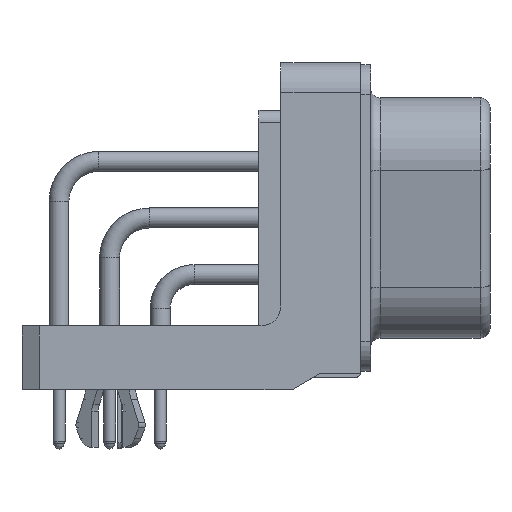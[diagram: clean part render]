
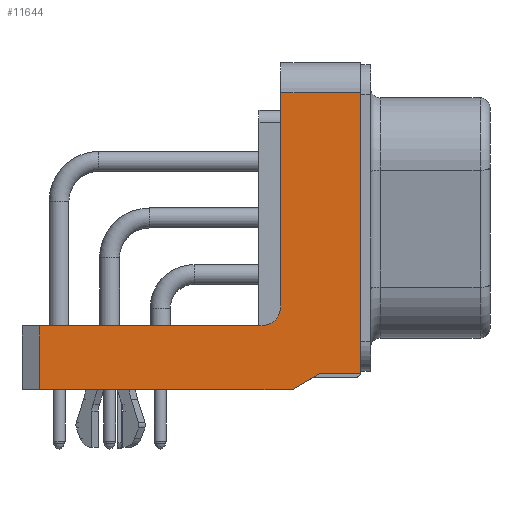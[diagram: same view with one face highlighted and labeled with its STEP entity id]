
A CAD part, front view. The second image highlights one B-rep face of the part: STEP entity #11644.
In plain terms, the highlighted planar face has unit normal (0, -1, 0).
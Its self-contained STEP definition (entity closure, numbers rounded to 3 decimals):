
#9949=FACE_OUTER_BOUND('',#18905,.T.);
#11644=ADVANCED_FACE('',(#9949),#13134,.T.);
#13134=PLANE('',#36217);
#13793=LINE('',#46564,#15291);
#13871=LINE('',#47016,#15369);
#13886=LINE('',#47052,#15384);
#13894=LINE('',#47068,#15392);
#14059=LINE('',#47894,#15557);
#14095=LINE('',#47975,#15593);
#14096=LINE('',#47979,#15594);
#14097=LINE('',#47981,#15595);
#15291=VECTOR('',#38964,1.);
#15369=VECTOR('',#39376,1.);
#15384=VECTOR('',#39397,1.);
#15392=VECTOR('',#39407,1.);
#15557=VECTOR('',#40136,1.);
#15593=VECTOR('',#40200,1.);
#15594=VECTOR('',#40205,1.);
#15595=VECTOR('',#40208,1.);
#18905=EDGE_LOOP('',(#21958,#21959,#21960,#21961,#21962,#21963,#21964,#21965,
#21966));
#21958=ORIENTED_EDGE('',*,*,#29876,.F.);
#21959=ORIENTED_EDGE('',*,*,#30335,.T.);
#21960=ORIENTED_EDGE('',*,*,#30333,.F.);
#21961=ORIENTED_EDGE('',*,*,#30336,.T.);
#21962=ORIENTED_EDGE('',*,*,#29668,.F.);
#21963=ORIENTED_EDGE('',*,*,#30337,.T.);
#21964=ORIENTED_EDGE('',*,*,#29893,.F.);
#21965=ORIENTED_EDGE('',*,*,#29901,.F.);
#21966=ORIENTED_EDGE('',*,*,#30291,.F.);
#27361=VERTEX_POINT('',#46563);
#27362=VERTEX_POINT('',#46565);
#27569=VERTEX_POINT('',#47017);
#27570=VERTEX_POINT('',#47018);
#27586=VERTEX_POINT('',#47051);
#27587=VERTEX_POINT('',#47053);
#27593=VERTEX_POINT('',#47067);
#27994=VERTEX_POINT('',#47956);
#28003=VERTEX_POINT('',#47974);
#29668=EDGE_CURVE('',#27361,#27362,#13793,.T.);
#29876=EDGE_CURVE('',#27569,#27570,#13871,.T.);
#29893=EDGE_CURVE('',#27586,#27587,#13886,.T.);
#29901=EDGE_CURVE('',#27593,#27586,#13894,.T.);
#30291=EDGE_CURVE('',#27570,#27593,#14059,.T.);
#30333=EDGE_CURVE('',#28003,#27994,#14095,.T.);
#30335=EDGE_CURVE('',#27569,#27994,#14096,.T.);
#30336=EDGE_CURVE('',#28003,#27362,#33058,.T.);
#30337=EDGE_CURVE('',#27361,#27587,#14097,.T.);
#33058=CIRCLE('',#36216,1.);
#36216=AXIS2_PLACEMENT_3D('',#47980,#40206,#40207);
#36217=AXIS2_PLACEMENT_3D('',#47982,#40209,#40210);
#38964=DIRECTION('',(1.,0.,0.));
#39376=DIRECTION('',(0.,0.,-1.));
#39397=DIRECTION('',(-1.,0.,0.));
#39407=DIRECTION('',(-0.866,0.,-0.5));
#40136=DIRECTION('',(-1.,0.,0.));
#40200=DIRECTION('',(0.,0.,1.));
#40205=DIRECTION('',(-1.,0.,0.));
#40206=DIRECTION('',(0.,1.,0.));
#40207=DIRECTION('',(0.,0.,-1.));
#40208=DIRECTION('',(0.,0.,-1.));
#40209=DIRECTION('',(0.,-1.,0.));
#40210=DIRECTION('',(0.,0.,-1.));
#46563=CARTESIAN_POINT('',(-16.134,-33.5,2.37));
#46564=CARTESIAN_POINT('',(-4.,-33.5,2.37));
#46565=CARTESIAN_POINT('',(-5.,-33.5,2.37));
#47016=CARTESIAN_POINT('',(0.,-33.5,0.));
#47017=CARTESIAN_POINT('',(0.,-33.5,14.08));
#47018=CARTESIAN_POINT('',(0.,-33.5,0.));
#47051=CARTESIAN_POINT('',(-3.438,-33.5,-0.83));
#47052=CARTESIAN_POINT('',(-17.,-33.5,-0.83));
#47053=CARTESIAN_POINT('',(-16.134,-33.5,-0.83));
#47067=CARTESIAN_POINT('',(-2.,-33.5,0.));
#47068=CARTESIAN_POINT('',(-3.438,-33.5,-0.83));
#47894=CARTESIAN_POINT('',(-2.,-33.5,0.));
#47956=CARTESIAN_POINT('',(-4.,-33.5,14.08));
#47974=CARTESIAN_POINT('',(-4.,-33.5,3.37));
#47975=CARTESIAN_POINT('',(-4.,-33.5,15.58));
#47979=CARTESIAN_POINT('',(-4.,-33.5,14.08));
#47980=CARTESIAN_POINT('',(-5.,-33.5,3.37));
#47981=CARTESIAN_POINT('',(-16.134,-33.5,-0.83));
#47982=CARTESIAN_POINT('',(0.,-33.5,-0.83));
